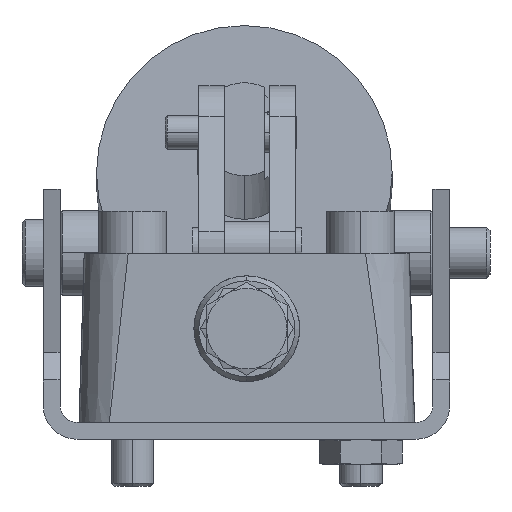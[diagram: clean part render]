
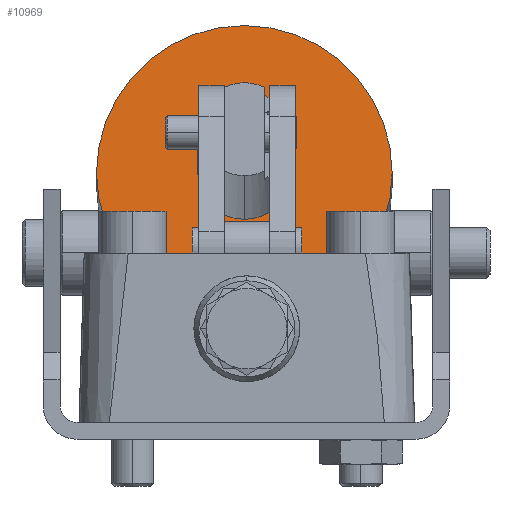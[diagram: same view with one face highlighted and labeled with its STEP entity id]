
A CAD part, left-side view. The second image highlights one B-rep face of the part: STEP entity #10969.
In plain terms, the highlighted planar face has unit normal (-0.996, 0, 0.086).
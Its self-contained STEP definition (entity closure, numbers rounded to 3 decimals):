
#1083 = DIRECTION ( 'NONE',  ( 0.996, 0., -0.086 ) ) ;
#1133 = FACE_OUTER_BOUND ( 'NONE', #10099, .T. ) ;
#1718 = CARTESIAN_POINT ( 'NONE',  ( 380.984, 223.579, 33.395 ) ) ;
#1744 = VERTEX_POINT ( 'NONE', #5447 ) ;
#1777 = DIRECTION ( 'NONE',  ( 0.086, 0., 0.996 ) ) ;
#2575 = DIRECTION ( 'NONE',  ( -0.086, 0., -0.996 ) ) ;
#2974 = PLANE ( 'NONE',  #11805 ) ;
#3236 = DIRECTION ( 'NONE',  ( -0.086, 0., -0.996 ) ) ;
#3553 = ORIENTED_EDGE ( 'NONE', *, *, #7839, .F. ) ;
#3599 = CIRCLE ( 'NONE', #6175, 11. ) ;
#3660 = ORIENTED_EDGE ( 'NONE', *, *, #9770, .F. ) ;
#4385 = EDGE_CURVE ( 'NONE', #1744, #11266, #3599, .T. ) ;
#4599 = DIRECTION ( 'NONE',  ( 0.996, 0., -0.086 ) ) ;
#4905 = VERTEX_POINT ( 'NONE', #11114 ) ;
#5447 = CARTESIAN_POINT ( 'NONE',  ( 381.93, 214.054, 44.354 ) ) ;
#5798 = CARTESIAN_POINT ( 'NONE',  ( 380.984, 214.054, 33.395 ) ) ;
#6175 = AXIS2_PLACEMENT_3D ( 'NONE', #9562, #1083, #2575 ) ;
#6758 = CIRCLE ( 'NONE', #8578, 34.9 ) ;
#7839 = EDGE_CURVE ( 'NONE', #4905, #8135, #9612, .T. ) ;
#8135 = VERTEX_POINT ( 'NONE', #14937 ) ;
#8578 = AXIS2_PLACEMENT_3D ( 'NONE', #5798, #15387, #9951 ) ;
#9562 = CARTESIAN_POINT ( 'NONE',  ( 380.984, 214.054, 33.395 ) ) ;
#9612 = CIRCLE ( 'NONE', #9697, 34.9 ) ;
#9697 = AXIS2_PLACEMENT_3D ( 'NONE', #11444, #16878, #3236 ) ;
#9770 = EDGE_CURVE ( 'NONE', #8135, #4905, #6758, .T. ) ;
#9951 = DIRECTION ( 'NONE',  ( -0.086, 0., -0.996 ) ) ;
#10099 = EDGE_LOOP ( 'NONE', ( #3660, #3553 ) ) ;
#10969 = ADVANCED_FACE ( 'NONE', ( #1133, #17483 ), #2974, .T. ) ;
#11114 = CARTESIAN_POINT ( 'NONE',  ( 383.987, 214.054, 68.165 ) ) ;
#11266 = VERTEX_POINT ( 'NONE', #16821 ) ;
#11297 = DIRECTION ( 'NONE',  ( -0.996, 0., 0.086 ) ) ;
#11444 = CARTESIAN_POINT ( 'NONE',  ( 380.984, 214.054, 33.395 ) ) ;
#11805 = AXIS2_PLACEMENT_3D ( 'NONE', #1718, #11297, #1777 ) ;
#11887 = EDGE_LOOP ( 'NONE', ( #12576, #17208 ) ) ;
#12025 = EDGE_CURVE ( 'NONE', #11266, #1744, #14868, .T. ) ;
#12576 = ORIENTED_EDGE ( 'NONE', *, *, #12025, .T. ) ;
#12804 = CARTESIAN_POINT ( 'NONE',  ( 380.984, 214.054, 33.395 ) ) ;
#14202 = DIRECTION ( 'NONE',  ( -0.086, 0., -0.996 ) ) ;
#14868 = CIRCLE ( 'NONE', #16236, 11. ) ;
#14937 = CARTESIAN_POINT ( 'NONE',  ( 377.98, 214.054, -1.376 ) ) ;
#15387 = DIRECTION ( 'NONE',  ( 0.996, 0., -0.086 ) ) ;
#16236 = AXIS2_PLACEMENT_3D ( 'NONE', #12804, #4599, #14202 ) ;
#16821 = CARTESIAN_POINT ( 'NONE',  ( 380.037, 214.054, 22.436 ) ) ;
#16878 = DIRECTION ( 'NONE',  ( 0.996, 0., -0.086 ) ) ;
#17208 = ORIENTED_EDGE ( 'NONE', *, *, #4385, .T. ) ;
#17483 = FACE_BOUND ( 'NONE', #11887, .T. ) ;
